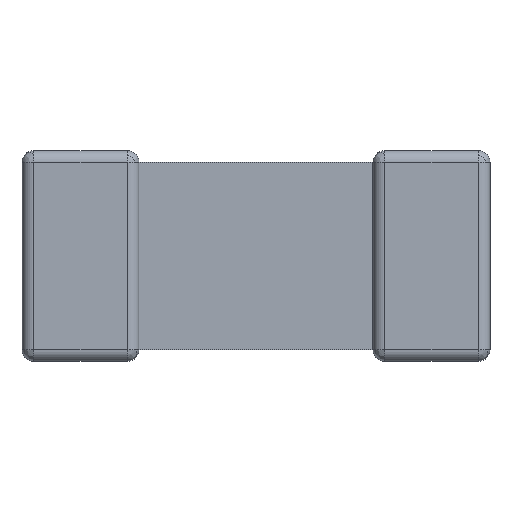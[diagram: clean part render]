
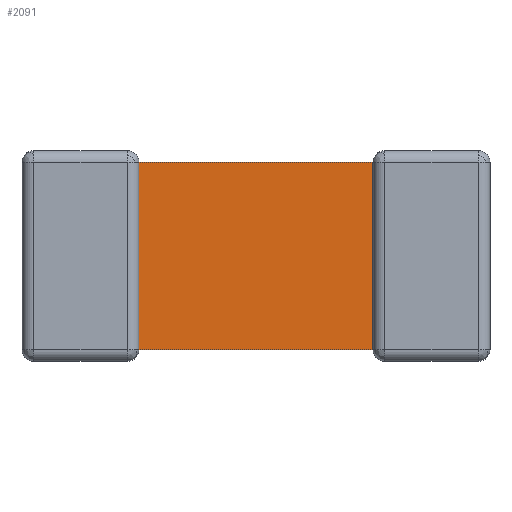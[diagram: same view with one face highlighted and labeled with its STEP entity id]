
A CAD part, front view. The second image highlights one B-rep face of the part: STEP entity #2091.
In plain terms, the highlighted planar face has unit normal (0, -1, 0).
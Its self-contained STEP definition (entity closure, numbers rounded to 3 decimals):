
#33 = VERTEX_POINT('',#34);
#34 = CARTESIAN_POINT('',(-0.5,-0.575,0.05));
#90 = CYLINDRICAL_SURFACE('',#91,0.05);
#91 = AXIS2_PLACEMENT_3D('',#92,#93,#94);
#92 = CARTESIAN_POINT('',(-0.55,-0.575,0.225));
#93 = DIRECTION('',(0.,0.,-1.));
#94 = DIRECTION('',(-1.,0.,0.));
#461 = VERTEX_POINT('',#462);
#462 = CARTESIAN_POINT('',(-0.5,-0.575,0.85));
#1664 = EDGE_CURVE('',#1665,#33,#1667,.T.);
#1665 = VERTEX_POINT('',#1666);
#1666 = CARTESIAN_POINT('',(0.5,-0.575,0.05));
#1667 = SURFACE_CURVE('',#1668,(#1672,#1684),.PCURVE_S1.);
#1668 = LINE('',#1669,#1670);
#1669 = CARTESIAN_POINT('',(-0.5,-0.575,0.05));
#1670 = VECTOR('',#1671,1.);
#1671 = DIRECTION('',(-1.,0.,-0.));
#1672 = PCURVE('',#1673,#1678);
#1673 = PLANE('',#1674);
#1674 = AXIS2_PLACEMENT_3D('',#1675,#1676,#1677);
#1675 = CARTESIAN_POINT('',(-0.5,0.,0.05));
#1676 = DIRECTION('',(0.,0.,-1.));
#1677 = DIRECTION('',(-1.,0.,-0.));
#1678 = DEFINITIONAL_REPRESENTATION('',(#1679),#1683);
#1679 = LINE('',#1680,#1681);
#1680 = CARTESIAN_POINT('',(-0.,-0.575));
#1681 = VECTOR('',#1682,1.);
#1682 = DIRECTION('',(1.,0.));
#1683 = ( GEOMETRIC_REPRESENTATION_CONTEXT(2) 
PARAMETRIC_REPRESENTATION_CONTEXT() REPRESENTATION_CONTEXT('2D SPACE',''
  ) );
#1684 = PCURVE('',#1685,#1690);
#1685 = PLANE('',#1686);
#1686 = AXIS2_PLACEMENT_3D('',#1687,#1688,#1689);
#1687 = CARTESIAN_POINT('',(0.,-0.575,0.45));
#1688 = DIRECTION('',(0.,1.,0.));
#1689 = DIRECTION('',(0.,-0.,1.));
#1690 = DEFINITIONAL_REPRESENTATION('',(#1691),#1695);
#1691 = LINE('',#1692,#1693);
#1692 = CARTESIAN_POINT('',(-0.4,-0.5));
#1693 = VECTOR('',#1694,1.);
#1694 = DIRECTION('',(-0.,-1.));
#1695 = ( GEOMETRIC_REPRESENTATION_CONTEXT(2) 
PARAMETRIC_REPRESENTATION_CONTEXT() REPRESENTATION_CONTEXT('2D SPACE',''
  ) );
#2091 = ADVANCED_FACE('',(#2092),#1685,.F.);
#2092 = FACE_BOUND('',#2093,.T.);
#2093 = EDGE_LOOP('',(#2094,#2095,#2145,#2171));
#2094 = ORIENTED_EDGE('',*,*,#1664,.F.);
#2095 = ORIENTED_EDGE('',*,*,#2096,.F.);
#2096 = EDGE_CURVE('',#2097,#1665,#2099,.T.);
#2097 = VERTEX_POINT('',#2098);
#2098 = CARTESIAN_POINT('',(0.5,-0.575,0.85));
#2099 = SURFACE_CURVE('',#2100,(#2104,#2111),.PCURVE_S1.);
#2100 = LINE('',#2101,#2102);
#2101 = CARTESIAN_POINT('',(0.5,-0.575,0.45));
#2102 = VECTOR('',#2103,1.);
#2103 = DIRECTION('',(-0.,0.,-1.));
#2104 = PCURVE('',#1685,#2105);
#2105 = DEFINITIONAL_REPRESENTATION('',(#2106),#2110);
#2106 = LINE('',#2107,#2108);
#2107 = CARTESIAN_POINT('',(0.,0.5));
#2108 = VECTOR('',#2109,1.);
#2109 = DIRECTION('',(-1.,0.));
#2110 = ( GEOMETRIC_REPRESENTATION_CONTEXT(2) 
PARAMETRIC_REPRESENTATION_CONTEXT() REPRESENTATION_CONTEXT('2D SPACE',''
  ) );
#2111 = PCURVE('',#2112,#2117);
#2112 = CYLINDRICAL_SURFACE('',#2113,0.05);
#2113 = AXIS2_PLACEMENT_3D('',#2114,#2115,#2116);
#2114 = CARTESIAN_POINT('',(0.55,-0.575,0.675));
#2115 = DIRECTION('',(0.,0.,1.));
#2116 = DIRECTION('',(1.,0.,-0.));
#2117 = DEFINITIONAL_REPRESENTATION('',(#2118),#2144);
#2118 = B_SPLINE_CURVE_WITH_KNOTS('',3,(#2119,#2120,#2121,#2122,#2123,
    #2124,#2125,#2126,#2127,#2128,#2129,#2130,#2131,#2132,#2133,#2134,
    #2135,#2136,#2137,#2138,#2139,#2140,#2141,#2142,#2143),
  .UNSPECIFIED.,.F.,.F.,(4,1,1,1,1,1,1,1,1,1,1,1,1,1,1,1,1,1,1,1,1,1,4),
  (-0.4,-0.364,-0.327,-0.291,-0.255,
    -0.218,-0.182,-0.145,-0.109,
    -0.073,-0.036,0.,
    0.036,0.073,0.109,0.145,
    0.182,0.218,0.255,0.291,
    0.327,0.364,0.4),.UNSPECIFIED.);
#2119 = CARTESIAN_POINT('',(3.142,0.175));
#2120 = CARTESIAN_POINT('',(3.142,0.163));
#2121 = CARTESIAN_POINT('',(3.142,0.139));
#2122 = CARTESIAN_POINT('',(3.142,0.102));
#2123 = CARTESIAN_POINT('',(3.142,0.066));
#2124 = CARTESIAN_POINT('',(3.142,0.03));
#2125 = CARTESIAN_POINT('',(3.142,-0.007));
#2126 = CARTESIAN_POINT('',(3.142,-0.043));
#2127 = CARTESIAN_POINT('',(3.142,-0.08));
#2128 = CARTESIAN_POINT('',(3.142,-0.116));
#2129 = CARTESIAN_POINT('',(3.142,-0.152));
#2130 = CARTESIAN_POINT('',(3.142,-0.189));
#2131 = CARTESIAN_POINT('',(3.142,-0.225));
#2132 = CARTESIAN_POINT('',(3.142,-0.261));
#2133 = CARTESIAN_POINT('',(3.142,-0.298));
#2134 = CARTESIAN_POINT('',(3.142,-0.334));
#2135 = CARTESIAN_POINT('',(3.142,-0.37));
#2136 = CARTESIAN_POINT('',(3.142,-0.407));
#2137 = CARTESIAN_POINT('',(3.142,-0.443));
#2138 = CARTESIAN_POINT('',(3.142,-0.48));
#2139 = CARTESIAN_POINT('',(3.142,-0.516));
#2140 = CARTESIAN_POINT('',(3.142,-0.552));
#2141 = CARTESIAN_POINT('',(3.142,-0.589));
#2142 = CARTESIAN_POINT('',(3.142,-0.613));
#2143 = CARTESIAN_POINT('',(3.142,-0.625));
#2144 = ( GEOMETRIC_REPRESENTATION_CONTEXT(2) 
PARAMETRIC_REPRESENTATION_CONTEXT() REPRESENTATION_CONTEXT('2D SPACE',''
  ) );
#2145 = ORIENTED_EDGE('',*,*,#2146,.F.);
#2146 = EDGE_CURVE('',#461,#2097,#2147,.T.);
#2147 = SURFACE_CURVE('',#2148,(#2152,#2159),.PCURVE_S1.);
#2148 = LINE('',#2149,#2150);
#2149 = CARTESIAN_POINT('',(0.,-0.575,0.85));
#2150 = VECTOR('',#2151,1.);
#2151 = DIRECTION('',(1.,0.,-0.));
#2152 = PCURVE('',#1685,#2153);
#2153 = DEFINITIONAL_REPRESENTATION('',(#2154),#2158);
#2154 = LINE('',#2155,#2156);
#2155 = CARTESIAN_POINT('',(0.4,0.));
#2156 = VECTOR('',#2157,1.);
#2157 = DIRECTION('',(0.,1.));
#2158 = ( GEOMETRIC_REPRESENTATION_CONTEXT(2) 
PARAMETRIC_REPRESENTATION_CONTEXT() REPRESENTATION_CONTEXT('2D SPACE',''
  ) );
#2159 = PCURVE('',#2160,#2165);
#2160 = PLANE('',#2161);
#2161 = AXIS2_PLACEMENT_3D('',#2162,#2163,#2164);
#2162 = CARTESIAN_POINT('',(0.5,0.,0.85));
#2163 = DIRECTION('',(0.,0.,1.));
#2164 = DIRECTION('',(1.,0.,-0.));
#2165 = DEFINITIONAL_REPRESENTATION('',(#2166),#2170);
#2166 = LINE('',#2167,#2168);
#2167 = CARTESIAN_POINT('',(-0.5,-0.575));
#2168 = VECTOR('',#2169,1.);
#2169 = DIRECTION('',(1.,0.));
#2170 = ( GEOMETRIC_REPRESENTATION_CONTEXT(2) 
PARAMETRIC_REPRESENTATION_CONTEXT() REPRESENTATION_CONTEXT('2D SPACE',''
  ) );
#2171 = ORIENTED_EDGE('',*,*,#2172,.F.);
#2172 = EDGE_CURVE('',#33,#461,#2173,.T.);
#2173 = SURFACE_CURVE('',#2174,(#2178,#2185),.PCURVE_S1.);
#2174 = LINE('',#2175,#2176);
#2175 = CARTESIAN_POINT('',(-0.5,-0.575,0.45));
#2176 = VECTOR('',#2177,1.);
#2177 = DIRECTION('',(0.,-0.,1.));
#2178 = PCURVE('',#1685,#2179);
#2179 = DEFINITIONAL_REPRESENTATION('',(#2180),#2184);
#2180 = LINE('',#2181,#2182);
#2181 = CARTESIAN_POINT('',(0.,-0.5));
#2182 = VECTOR('',#2183,1.);
#2183 = DIRECTION('',(1.,0.));
#2184 = ( GEOMETRIC_REPRESENTATION_CONTEXT(2) 
PARAMETRIC_REPRESENTATION_CONTEXT() REPRESENTATION_CONTEXT('2D SPACE',''
  ) );
#2185 = PCURVE('',#90,#2186);
#2186 = DEFINITIONAL_REPRESENTATION('',(#2187),#2213);
#2187 = B_SPLINE_CURVE_WITH_KNOTS('',3,(#2188,#2189,#2190,#2191,#2192,
    #2193,#2194,#2195,#2196,#2197,#2198,#2199,#2200,#2201,#2202,#2203,
    #2204,#2205,#2206,#2207,#2208,#2209,#2210,#2211,#2212),
  .UNSPECIFIED.,.F.,.F.,(4,1,1,1,1,1,1,1,1,1,1,1,1,1,1,1,1,1,1,1,1,1,4),
  (-0.4,-0.364,-0.327,-0.291,-0.255,
    -0.218,-0.182,-0.145,-0.109,
    -0.073,-0.036,0.,
    0.036,0.073,0.109,0.145,
    0.182,0.218,0.255,0.291,
    0.327,0.364,0.4),.UNSPECIFIED.);
#2188 = CARTESIAN_POINT('',(3.142,0.175));
#2189 = CARTESIAN_POINT('',(3.142,0.163));
#2190 = CARTESIAN_POINT('',(3.142,0.139));
#2191 = CARTESIAN_POINT('',(3.142,0.102));
#2192 = CARTESIAN_POINT('',(3.142,0.066));
#2193 = CARTESIAN_POINT('',(3.142,0.03));
#2194 = CARTESIAN_POINT('',(3.142,-0.007));
#2195 = CARTESIAN_POINT('',(3.142,-0.043));
#2196 = CARTESIAN_POINT('',(3.142,-0.08));
#2197 = CARTESIAN_POINT('',(3.142,-0.116));
#2198 = CARTESIAN_POINT('',(3.142,-0.152));
#2199 = CARTESIAN_POINT('',(3.142,-0.189));
#2200 = CARTESIAN_POINT('',(3.142,-0.225));
#2201 = CARTESIAN_POINT('',(3.142,-0.261));
#2202 = CARTESIAN_POINT('',(3.142,-0.298));
#2203 = CARTESIAN_POINT('',(3.142,-0.334));
#2204 = CARTESIAN_POINT('',(3.142,-0.37));
#2205 = CARTESIAN_POINT('',(3.142,-0.407));
#2206 = CARTESIAN_POINT('',(3.142,-0.443));
#2207 = CARTESIAN_POINT('',(3.142,-0.48));
#2208 = CARTESIAN_POINT('',(3.142,-0.516));
#2209 = CARTESIAN_POINT('',(3.142,-0.552));
#2210 = CARTESIAN_POINT('',(3.142,-0.589));
#2211 = CARTESIAN_POINT('',(3.142,-0.613));
#2212 = CARTESIAN_POINT('',(3.142,-0.625));
#2213 = ( GEOMETRIC_REPRESENTATION_CONTEXT(2) 
PARAMETRIC_REPRESENTATION_CONTEXT() REPRESENTATION_CONTEXT('2D SPACE',''
  ) );
